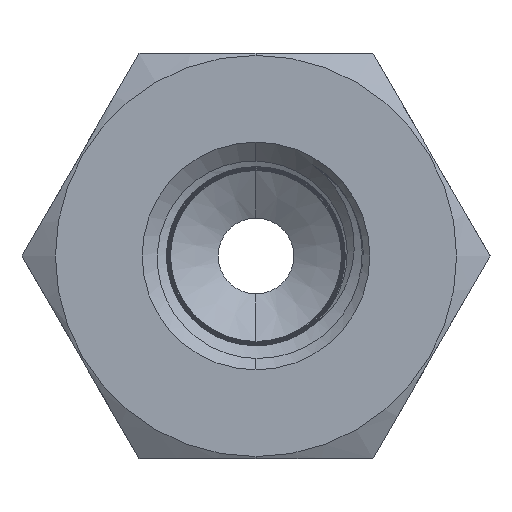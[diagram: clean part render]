
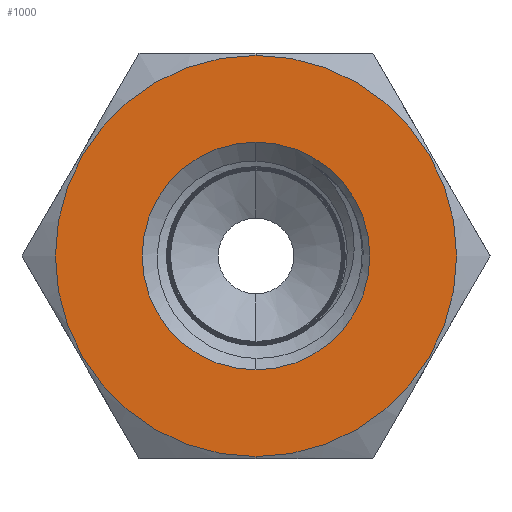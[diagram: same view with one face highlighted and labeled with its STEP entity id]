
A CAD part, left-side view. The second image highlights one B-rep face of the part: STEP entity #1000.
In plain terms, the highlighted planar face has unit normal (-1, 0, 0).
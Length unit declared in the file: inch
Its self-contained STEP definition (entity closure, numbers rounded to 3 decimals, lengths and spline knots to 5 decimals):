
#52 = AXIS2_PLACEMENT_3D ( 'NONE', #5458, #6243, #6184 ) ;
#135 = DIRECTION ( 'NONE',  ( -1., 0., 0. ) ) ;
#269 = CARTESIAN_POINT ( 'NONE',  ( -1.31, 0., -0.281 ) ) ;
#317 = EDGE_CURVE ( 'NONE', #8847, #3641, #1763, .T. ) ;
#324 = EDGE_CURVE ( 'NONE', #600, #7973, #7056, .T. ) ;
#533 = EDGE_LOOP ( 'NONE', ( #4699, #8564 ) ) ;
#600 = VERTEX_POINT ( 'NONE', #6159 ) ;
#876 = AXIS2_PLACEMENT_3D ( 'NONE', #7030, #7752, #2836 ) ;
#944 = DIRECTION ( 'NONE',  ( 0., 0., 1. ) ) ;
#1000 = ADVANCED_FACE ( 'NONE', ( #2405, #3986 ), #5431, .F. ) ;
#1763 = CIRCLE ( 'NONE', #3061, 0.281 ) ;
#1769 = CARTESIAN_POINT ( 'NONE',  ( -1.31, 0., 0.281 ) ) ;
#2405 = FACE_OUTER_BOUND ( 'NONE', #7337, .T. ) ;
#2634 = DIRECTION ( 'NONE',  ( 0., 0., 1. ) ) ;
#2706 = CIRCLE ( 'NONE', #4905, 0.281 ) ;
#2836 = DIRECTION ( 'NONE',  ( 0., 0., 1. ) ) ;
#3000 = CARTESIAN_POINT ( 'NONE',  ( -1.31, 0., 0. ) ) ;
#3061 = AXIS2_PLACEMENT_3D ( 'NONE', #3000, #5127, #7265 ) ;
#3641 = VERTEX_POINT ( 'NONE', #269 ) ;
#3986 = FACE_BOUND ( 'NONE', #533, .T. ) ;
#4699 = ORIENTED_EDGE ( 'NONE', *, *, #317, .F. ) ;
#4905 = AXIS2_PLACEMENT_3D ( 'NONE', #5168, #135, #944 ) ;
#5127 = DIRECTION ( 'NONE',  ( -1., 0., 0. ) ) ;
#5163 = ORIENTED_EDGE ( 'NONE', *, *, #324, .T. ) ;
#5168 = CARTESIAN_POINT ( 'NONE',  ( -1.31, 0., 0. ) ) ;
#5431 = PLANE ( 'NONE',  #52 ) ;
#5458 = CARTESIAN_POINT ( 'NONE',  ( -1.31, 0., 0. ) ) ;
#6159 = CARTESIAN_POINT ( 'NONE',  ( -1.31, 0., -0.495 ) ) ;
#6184 = DIRECTION ( 'NONE',  ( 0., 0., -1. ) ) ;
#6243 = DIRECTION ( 'NONE',  ( 1., 0., 0. ) ) ;
#6312 = EDGE_CURVE ( 'NONE', #3641, #8847, #2706, .T. ) ;
#6868 = AXIS2_PLACEMENT_3D ( 'NONE', #7198, #6914, #2634 ) ;
#6914 = DIRECTION ( 'NONE',  ( -1., 0., 0. ) ) ;
#6936 = CARTESIAN_POINT ( 'NONE',  ( -1.31, 0., 0.495 ) ) ;
#7030 = CARTESIAN_POINT ( 'NONE',  ( -1.31, 0., 0. ) ) ;
#7056 = CIRCLE ( 'NONE', #6868, 0.495 ) ;
#7198 = CARTESIAN_POINT ( 'NONE',  ( -1.31, 0., 0. ) ) ;
#7265 = DIRECTION ( 'NONE',  ( 0., 0., 1. ) ) ;
#7337 = EDGE_LOOP ( 'NONE', ( #5163, #7724 ) ) ;
#7436 = CIRCLE ( 'NONE', #876, 0.495 ) ;
#7724 = ORIENTED_EDGE ( 'NONE', *, *, #7737, .T. ) ;
#7737 = EDGE_CURVE ( 'NONE', #7973, #600, #7436, .T. ) ;
#7752 = DIRECTION ( 'NONE',  ( -1., 0., 0. ) ) ;
#7973 = VERTEX_POINT ( 'NONE', #6936 ) ;
#8564 = ORIENTED_EDGE ( 'NONE', *, *, #6312, .F. ) ;
#8847 = VERTEX_POINT ( 'NONE', #1769 ) ;
